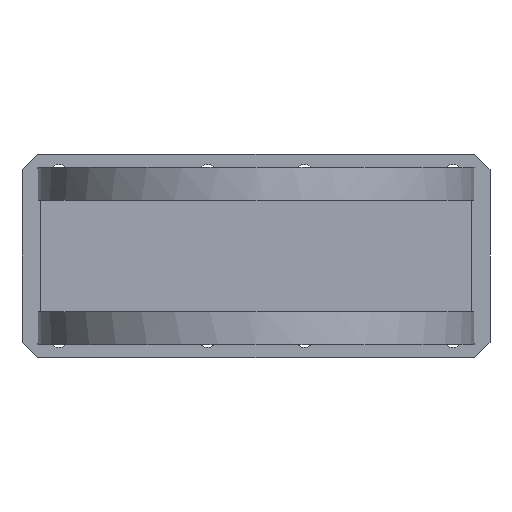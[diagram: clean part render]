
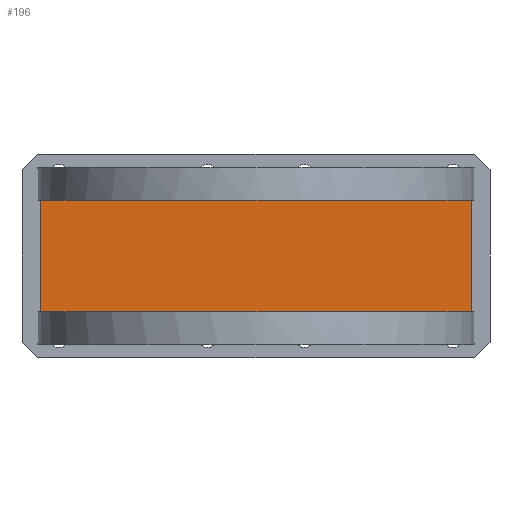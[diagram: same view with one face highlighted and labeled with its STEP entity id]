
A CAD part, front view. The second image highlights one B-rep face of the part: STEP entity #196.
In plain terms, the highlighted planar face has unit normal (0, -1, 0).
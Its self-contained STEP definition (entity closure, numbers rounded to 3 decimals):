
#196=ADVANCED_FACE('',(#607),#609,.T.);
#607=FACE_BOUND('',#608,.T.);
#608=EDGE_LOOP('',(#1531,#1532,#1533,#1534,#1535,#1536,#1537,#1538));
#609=PLANE('',#610);
#610=AXIS2_PLACEMENT_3D('',#611,#612,#613);
#611=CARTESIAN_POINT('',(-120.75,-420.,-52.5));
#612=DIRECTION('',(0.,-1.,0.));
#613=DIRECTION('',(1.,0.,0.));
#1531=ORIENTED_EDGE('',*,*,#1984,.F.);
#1532=ORIENTED_EDGE('',*,*,#1985,.T.);
#1533=ORIENTED_EDGE('',*,*,#1932,.T.);
#1534=ORIENTED_EDGE('',*,*,#1983,.T.);
#1535=ORIENTED_EDGE('',*,*,#1986,.F.);
#1536=ORIENTED_EDGE('',*,*,#1987,.T.);
#1537=ORIENTED_EDGE('',*,*,#1939,.T.);
#1538=ORIENTED_EDGE('',*,*,#1988,.T.);
#1932=EDGE_CURVE('',#2245,#2243,#2246,.F.);
#1939=EDGE_CURVE('',#2257,#2255,#2258,.F.);
#1983=EDGE_CURVE('',#2243,#2325,#2332,.F.);
#1984=EDGE_CURVE('',#2333,#2334,#2335,.F.);
#1985=EDGE_CURVE('',#2333,#2245,#2336,.F.);
#1986=EDGE_CURVE('',#2323,#2325,#2337,.F.);
#1987=EDGE_CURVE('',#2323,#2257,#2338,.F.);
#1988=EDGE_CURVE('',#2255,#2334,#2339,.F.);
#2243=VERTEX_POINT('',#2843);
#2245=VERTEX_POINT('',#2847);
#2246=LINE('',#2848,#2849);
#2255=VERTEX_POINT('',#2871);
#2257=VERTEX_POINT('',#2875);
#2258=LINE('',#2876,#2877);
#2323=VERTEX_POINT('',#3040);
#2325=VERTEX_POINT('',#3045);
#2332=LINE('',#3067,#3068);
#2333=VERTEX_POINT('',#3070);
#2334=VERTEX_POINT('',#3071);
#2335=LINE('',#3072,#3073);
#2336=LINE('',#3075,#3076);
#2337=LINE('',#3078,#3079);
#2338=LINE('',#3081,#3082);
#2339=LINE('',#3084,#3085);
#2843=CARTESIAN_POINT('',(-111.,-420.,-28.75));
#2847=CARTESIAN_POINT('',(-111.,-420.,28.75));
#2848=CARTESIAN_POINT('',(-111.,-420.,-28.75));
#2849=VECTOR('',#2850,1.);
#2850=DIRECTION('',(0.,0.,1.));
#2871=CARTESIAN_POINT('',(111.,-420.,28.75));
#2875=CARTESIAN_POINT('',(111.,-420.,-28.75));
#2876=CARTESIAN_POINT('',(111.,-420.,28.75));
#2877=VECTOR('',#2878,1.);
#2878=DIRECTION('',(0.,0.,-1.));
#3040=CARTESIAN_POINT('',(4.742,-420.,-28.75));
#3045=CARTESIAN_POINT('',(-4.742,-420.,-28.75));
#3067=CARTESIAN_POINT('',(-4.742,-420.,-28.75));
#3068=VECTOR('',#3069,1.);
#3069=DIRECTION('',(-1.,0.,0.));
#3070=CARTESIAN_POINT('',(-4.742,-420.,28.75));
#3071=CARTESIAN_POINT('',(4.742,-420.,28.75));
#3072=CARTESIAN_POINT('',(4.742,-420.,28.75));
#3073=VECTOR('',#3074,1.);
#3074=DIRECTION('',(-1.,0.,0.));
#3075=CARTESIAN_POINT('',(-111.,-420.,28.75));
#3076=VECTOR('',#3077,1.);
#3077=DIRECTION('',(1.,0.,0.));
#3078=CARTESIAN_POINT('',(-4.742,-420.,-28.75));
#3079=VECTOR('',#3080,1.);
#3080=DIRECTION('',(1.,0.,0.));
#3081=CARTESIAN_POINT('',(111.,-420.,-28.75));
#3082=VECTOR('',#3083,1.);
#3083=DIRECTION('',(-1.,0.,0.));
#3084=CARTESIAN_POINT('',(4.742,-420.,28.75));
#3085=VECTOR('',#3086,1.);
#3086=DIRECTION('',(1.,0.,0.));
